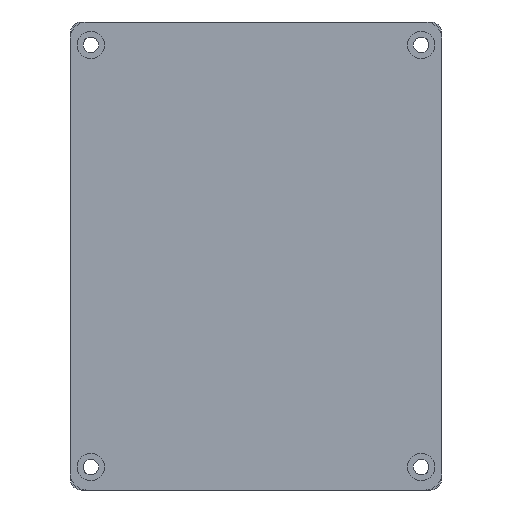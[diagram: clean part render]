
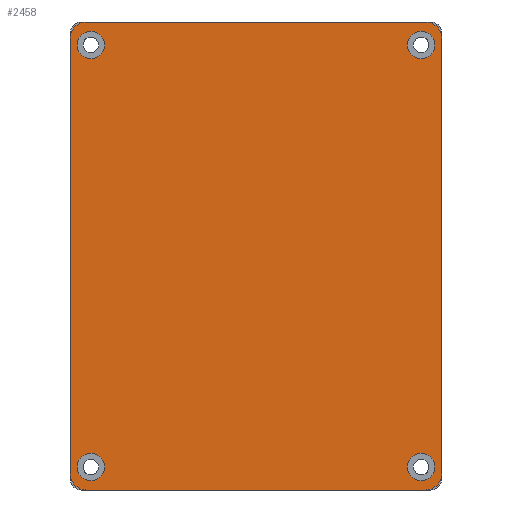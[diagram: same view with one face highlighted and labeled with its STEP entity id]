
A CAD part, front view. The second image highlights one B-rep face of the part: STEP entity #2458.
In plain terms, the highlighted planar face has unit normal (0, -1, 0).
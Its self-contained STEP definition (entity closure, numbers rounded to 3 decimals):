
#59=FACE_BOUND('',#314,.T.);
#60=FACE_BOUND('',#315,.T.);
#61=FACE_BOUND('',#316,.T.);
#62=FACE_BOUND('',#317,.T.);
#102=PLANE('',#2625);
#179=FACE_OUTER_BOUND('',#313,.T.);
#313=EDGE_LOOP('',(#1752,#1753,#1754,#1755,#1756,#1757,#1758,#1759));
#314=EDGE_LOOP('',(#1760));
#315=EDGE_LOOP('',(#1761));
#316=EDGE_LOOP('',(#1762));
#317=EDGE_LOOP('',(#1763));
#460=LINE('',#3590,#694);
#473=LINE('',#3631,#707);
#476=LINE('',#3639,#710);
#478=LINE('',#3645,#712);
#694=VECTOR('',#2852,10.);
#707=VECTOR('',#2887,10.);
#710=VECTOR('',#2896,10.);
#712=VECTOR('',#2904,10.);
#921=CIRCLE('',#2586,3.571);
#929=CIRCLE('',#2597,3.571);
#930=CIRCLE('',#2600,3.571);
#931=CIRCLE('',#2603,3.571);
#933=CIRCLE('',#2613,3.);
#935=CIRCLE('',#2616,3.);
#937=CIRCLE('',#2619,3.);
#939=CIRCLE('',#2622,3.);
#1034=VERTEX_POINT('',#3572);
#1035=VERTEX_POINT('',#3574);
#1041=VERTEX_POINT('',#3588);
#1057=VERTEX_POINT('',#3625);
#1058=VERTEX_POINT('',#3629);
#1059=VERTEX_POINT('',#3633);
#1060=VERTEX_POINT('',#3637);
#1061=VERTEX_POINT('',#3641);
#1069=VERTEX_POINT('',#3673);
#1071=VERTEX_POINT('',#3679);
#1073=VERTEX_POINT('',#3685);
#1075=VERTEX_POINT('',#3691);
#1278=EDGE_CURVE('',#1034,#1035,#921,.T.);
#1286=EDGE_CURVE('',#1034,#1041,#460,.T.);
#1305=EDGE_CURVE('',#1057,#1041,#929,.T.);
#1307=EDGE_CURVE('',#1057,#1058,#473,.T.);
#1309=EDGE_CURVE('',#1059,#1058,#930,.T.);
#1311=EDGE_CURVE('',#1059,#1060,#476,.T.);
#1312=EDGE_CURVE('',#1061,#1060,#931,.T.);
#1314=EDGE_CURVE('',#1061,#1035,#478,.T.);
#1329=EDGE_CURVE('',#1069,#1069,#933,.T.);
#1332=EDGE_CURVE('',#1071,#1071,#935,.T.);
#1335=EDGE_CURVE('',#1073,#1073,#937,.T.);
#1338=EDGE_CURVE('',#1075,#1075,#939,.T.);
#1752=ORIENTED_EDGE('',*,*,#1278,.F.);
#1753=ORIENTED_EDGE('',*,*,#1286,.T.);
#1754=ORIENTED_EDGE('',*,*,#1305,.F.);
#1755=ORIENTED_EDGE('',*,*,#1307,.T.);
#1756=ORIENTED_EDGE('',*,*,#1309,.F.);
#1757=ORIENTED_EDGE('',*,*,#1311,.T.);
#1758=ORIENTED_EDGE('',*,*,#1312,.F.);
#1759=ORIENTED_EDGE('',*,*,#1314,.T.);
#1760=ORIENTED_EDGE('',*,*,#1338,.F.);
#1761=ORIENTED_EDGE('',*,*,#1335,.F.);
#1762=ORIENTED_EDGE('',*,*,#1329,.F.);
#1763=ORIENTED_EDGE('',*,*,#1332,.F.);
#2458=ADVANCED_FACE('',(#179,#59,#60,#61,#62),#102,.F.);
#2586=AXIS2_PLACEMENT_3D('',#3575,#2841,#2842);
#2597=AXIS2_PLACEMENT_3D('',#3627,#2882,#2883);
#2600=AXIS2_PLACEMENT_3D('',#3635,#2891,#2892);
#2603=AXIS2_PLACEMENT_3D('',#3642,#2899,#2900);
#2613=AXIS2_PLACEMENT_3D('',#3675,#2934,#2935);
#2616=AXIS2_PLACEMENT_3D('',#3681,#2941,#2942);
#2619=AXIS2_PLACEMENT_3D('',#3687,#2948,#2949);
#2622=AXIS2_PLACEMENT_3D('',#3693,#2955,#2956);
#2625=AXIS2_PLACEMENT_3D('',#3697,#2962,#2963);
#2841=DIRECTION('center_axis',(0.,1.,0.));
#2842=DIRECTION('ref_axis',(-0.707,0.,-0.707));
#2852=DIRECTION('',(1.,0.,0.));
#2882=DIRECTION('center_axis',(0.,1.,0.));
#2883=DIRECTION('ref_axis',(0.707,0.,-0.707));
#2887=DIRECTION('',(0.,0.,1.));
#2891=DIRECTION('center_axis',(0.,1.,0.));
#2892=DIRECTION('ref_axis',(0.707,0.,0.707));
#2896=DIRECTION('',(-1.,0.,0.));
#2899=DIRECTION('center_axis',(0.,1.,0.));
#2900=DIRECTION('ref_axis',(-0.707,0.,0.707));
#2904=DIRECTION('',(0.,0.,-1.));
#2934=DIRECTION('center_axis',(0.,-1.,0.));
#2935=DIRECTION('ref_axis',(1.,0.,0.));
#2941=DIRECTION('center_axis',(0.,-1.,0.));
#2942=DIRECTION('ref_axis',(1.,0.,0.));
#2948=DIRECTION('center_axis',(0.,-1.,0.));
#2949=DIRECTION('ref_axis',(1.,0.,0.));
#2955=DIRECTION('center_axis',(0.,-1.,0.));
#2956=DIRECTION('ref_axis',(1.,0.,0.));
#2962=DIRECTION('center_axis',(0.,1.,0.));
#2963=DIRECTION('ref_axis',(1.,0.,0.));
#3572=CARTESIAN_POINT('',(-35.444,0.,-51.499));
#3574=CARTESIAN_POINT('',(-39.015,0.,-47.928));
#3575=CARTESIAN_POINT('Origin',(-35.444,0.,-47.928));
#3588=CARTESIAN_POINT('',(38.444,0.,-51.499));
#3590=CARTESIAN_POINT('',(-39.5,0.,-51.499));
#3625=CARTESIAN_POINT('',(42.015,0.,-47.928));
#3627=CARTESIAN_POINT('Origin',(38.444,0.,-47.928));
#3629=CARTESIAN_POINT('',(42.015,0.,46.93));
#3631=CARTESIAN_POINT('',(42.015,0.,25.001));
#3633=CARTESIAN_POINT('',(38.444,0.,50.501));
#3635=CARTESIAN_POINT('Origin',(38.444,0.,46.93));
#3637=CARTESIAN_POINT('',(-35.444,0.,50.501));
#3639=CARTESIAN_POINT('',(42.5,0.,50.501));
#3641=CARTESIAN_POINT('',(-39.015,0.,46.93));
#3642=CARTESIAN_POINT('Origin',(-35.444,0.,46.93));
#3645=CARTESIAN_POINT('',(-39.015,0.,-25.999));
#3673=CARTESIAN_POINT('',(-37.5,0.,-46.499));
#3675=CARTESIAN_POINT('Origin',(-34.5,0.,-46.499));
#3679=CARTESIAN_POINT('',(34.5,0.,-46.499));
#3681=CARTESIAN_POINT('Origin',(37.5,0.,-46.499));
#3685=CARTESIAN_POINT('',(34.5,0.,45.501));
#3687=CARTESIAN_POINT('Origin',(37.5,0.,45.501));
#3691=CARTESIAN_POINT('',(-37.5,0.,45.501));
#3693=CARTESIAN_POINT('Origin',(-34.5,0.,45.501));
#3697=CARTESIAN_POINT('Origin',(1.5,0.,-0.499));
